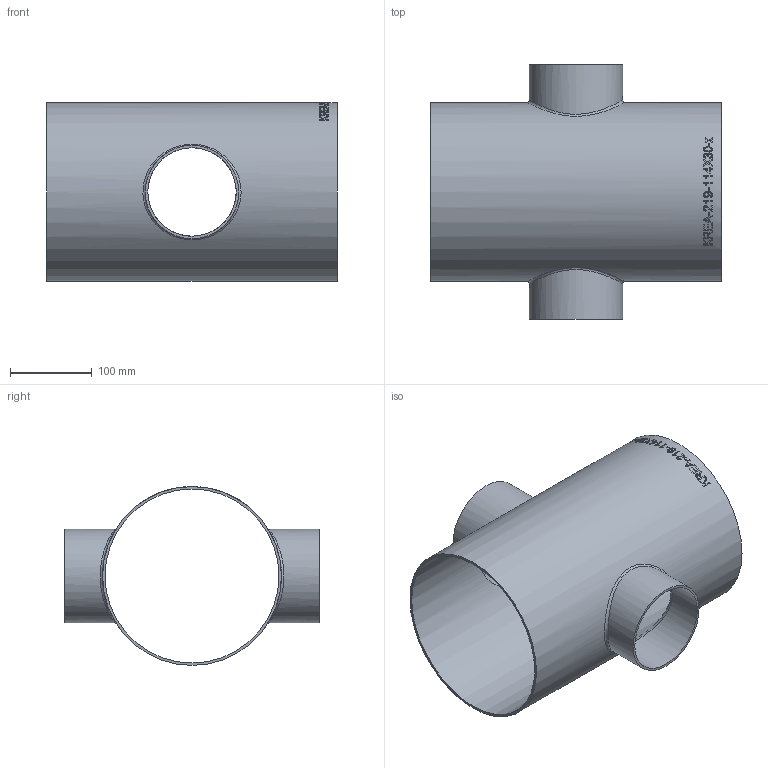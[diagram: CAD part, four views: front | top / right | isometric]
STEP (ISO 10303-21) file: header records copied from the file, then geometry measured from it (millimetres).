
FILE_DESCRIPTION (( 'STEP AP214' ), '1' );
FILE_NAME ('KREA-219-114X30-x Kreuz-Stück reduziert 2005.STEP', '2020-05-13T09:25:57', ( '' ), ( '' ), 'SwSTEP 2.0', 'SolidWorks 2019', '' );
FILE_SCHEMA (( 'AUTOMOTIVE_DESIGN' ));
Length unit declared in the file: millimetre
Products named in the file (1): KREA-219-114X30-x Kreuz-Stück reduziert 2005
Bounding box: 356 x 312 x 219.1 mm (x, y, z)
Volume: 780579 mm3; surface area: 525341.7 mm2
Topology: 1 solids, 1 shells, 224 faces, 599 edges, 400 vertices
Faces by surface type: bspline 109, plane 87, cylinder 28
Full cylindrical faces by diameter (mm): 108.3 x2, 114.3 x2, 213.1 x1, 219.1 x1
Entity records: 29085 total; most frequent: CARTESIAN_POINT 22196, ORIENTED_EDGE 1160, EDGE_CURVE 580, DIRECTION 567, VERTEX_POINT 392, B_SPLINE_CURVE_WITH_KNOTS 351, EDGE_LOOP 264, FACE_OUTER_BOUND 234
